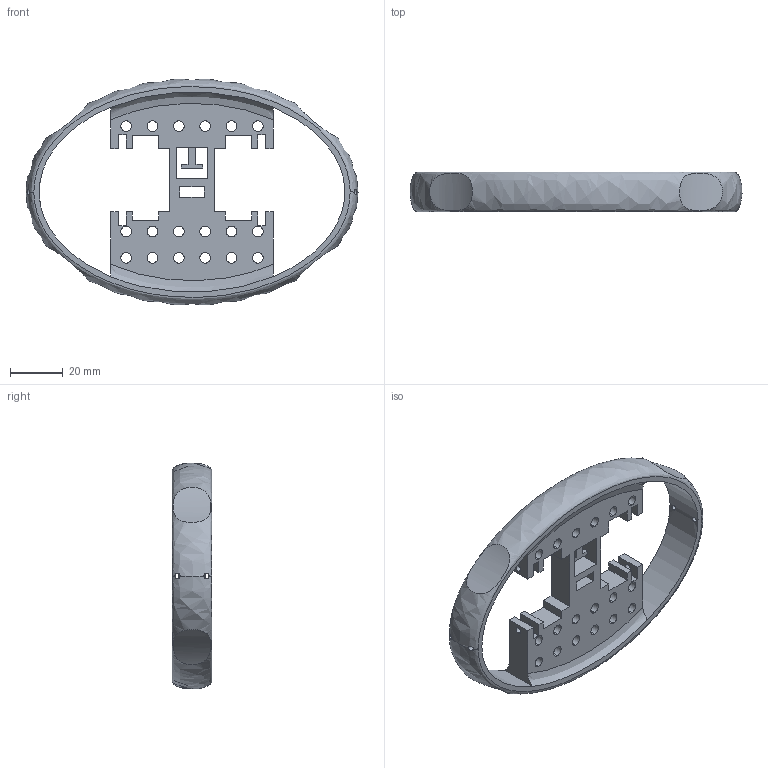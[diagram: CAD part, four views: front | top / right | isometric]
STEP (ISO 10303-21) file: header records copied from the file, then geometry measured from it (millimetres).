
FILE_DESCRIPTION (( 'STEP AP203' ), '1' );
FILE_NAME ('Vertebra_Activa_AP203.STEP', '2020-11-24T12:49:56', ( '' ), ( '' ), 'SwSTEP 2.0', 'SolidWorks 2019', '' );
FILE_SCHEMA (( 'CONFIG_CONTROL_DESIGN' ));
Length unit declared in the file: millimetre
Products named in the file (1): Vertebra_Activa_AP203
Bounding box: 125.99 x 15 x 85.68 mm (x, y, z)
Volume: 47965.8 mm3; surface area: 21576 mm2
Topology: 1 solids, 1 shells, 140 faces, 429 edges, 292 vertices
Faces by surface type: plane 67, cylinder 60, bspline 13
Entity records: 6478 total; most frequent: CARTESIAN_POINT 2549, ORIENTED_EDGE 858, DIRECTION 703, EDGE_CURVE 429, VERTEX_POINT 292, VECTOR 239, LINE 239, AXIS2_PLACEMENT_3D 232
